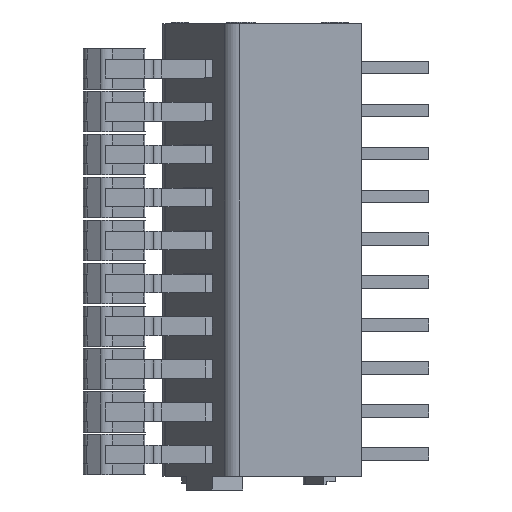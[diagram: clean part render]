
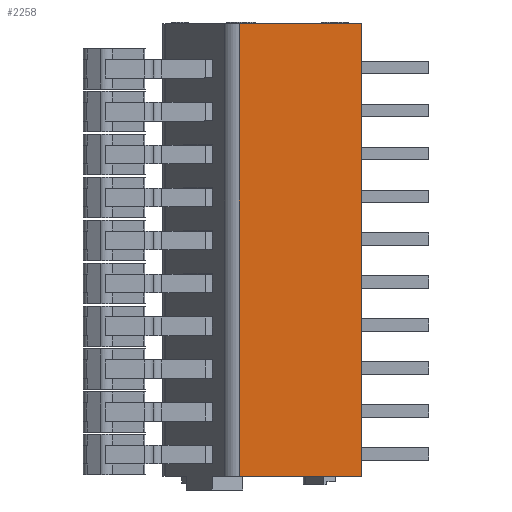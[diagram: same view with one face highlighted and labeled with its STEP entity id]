
A CAD part, left-side view. The second image highlights one B-rep face of the part: STEP entity #2258.
In plain terms, the highlighted planar face has unit normal (-1, 0, 0).
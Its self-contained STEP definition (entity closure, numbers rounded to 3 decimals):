
#2258 = ADVANCED_FACE( '', ( #4616 ), #4617, .F. );
#4616 = FACE_OUTER_BOUND( '', #7012, .T. );
#4617 = PLANE( '', #7013 );
#7012 = EDGE_LOOP( '', ( #13956, #13957, #13958, #13959 ) );
#7013 = AXIS2_PLACEMENT_3D( '', #13960, #13961, #13962 );
#13956 = ORIENTED_EDGE( '', *, *, #15764, .T. );
#13957 = ORIENTED_EDGE( '', *, *, #14495, .F. );
#13958 = ORIENTED_EDGE( '', *, *, #14907, .F. );
#13959 = ORIENTED_EDGE( '', *, *, #16851, .T. );
#13960 = CARTESIAN_POINT( '', ( -7.5, 7.217, 25.4 ) );
#13961 = DIRECTION( '', ( 1., 0., 0. ) );
#13962 = DIRECTION( '', ( 0., 0., -1. ) );
#14495 = EDGE_CURVE( '', #17448, #17443, #17450, .T. );
#14907 = EDGE_CURVE( '', #18173, #17448, #18175, .T. );
#15764 = EDGE_CURVE( '', #19550, #17443, #19551, .T. );
#16851 = EDGE_CURVE( '', #18173, #19550, #20988, .T. );
#17443 = VERTEX_POINT( '', #21725 );
#17448 = VERTEX_POINT( '', #21732 );
#17450 = LINE( '', #21735, #21736 );
#18173 = VERTEX_POINT( '', #22713 );
#18175 = LINE( '', #22715, #22716 );
#19550 = VERTEX_POINT( '', #24652 );
#19551 = LINE( '', #24653, #24654 );
#20988 = LINE( '', #26704, #26705 );
#21725 = CARTESIAN_POINT( '', ( -7.5, 0., 0. ) );
#21732 = CARTESIAN_POINT( '', ( -7.5, 0., 26.8 ) );
#21735 = CARTESIAN_POINT( '', ( -7.5, 0., 25.4 ) );
#21736 = VECTOR( '', #27279, 1000. );
#22713 = CARTESIAN_POINT( '', ( -7.5, 7.217, 26.8 ) );
#22715 = CARTESIAN_POINT( '', ( -7.5, 7.217, 26.8 ) );
#22716 = VECTOR( '', #27774, 1000. );
#24652 = CARTESIAN_POINT( '', ( -7.5, 7.217, 0. ) );
#24653 = CARTESIAN_POINT( '', ( -7.5, 7.217, 0. ) );
#24654 = VECTOR( '', #28672, 1000. );
#26704 = CARTESIAN_POINT( '', ( -7.5, 7.217, 25.4 ) );
#26705 = VECTOR( '', #29811, 1000. );
#27279 = DIRECTION( '', ( 0., 0., -1. ) );
#27774 = DIRECTION( '', ( 0., -1., 0. ) );
#28672 = DIRECTION( '', ( 0., -1., 0. ) );
#29811 = DIRECTION( '', ( 0., 0., -1. ) );
